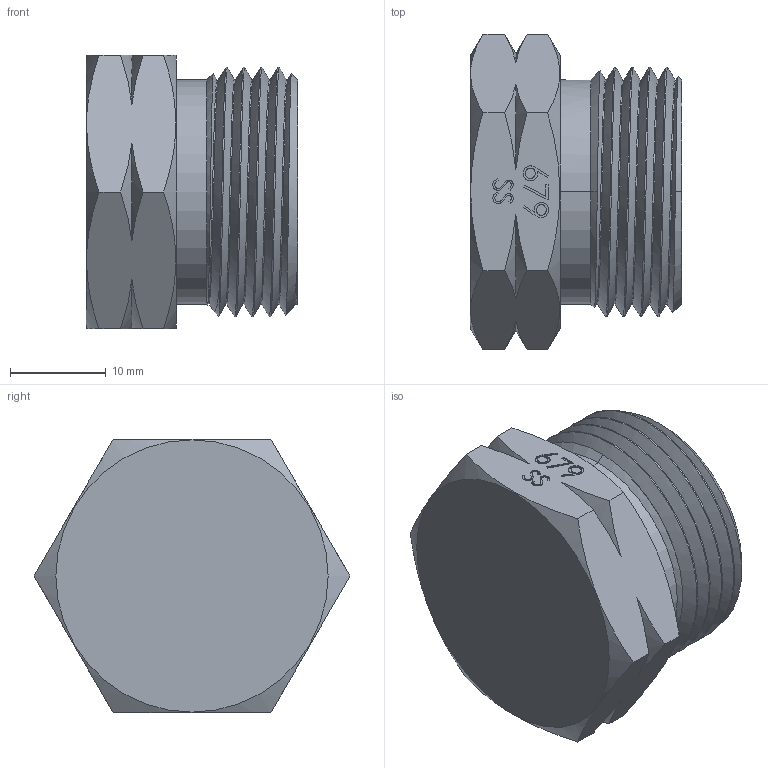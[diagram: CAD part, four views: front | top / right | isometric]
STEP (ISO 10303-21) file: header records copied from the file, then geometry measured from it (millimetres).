
FILE_DESCRIPTION (( 'STEP AP203' ), '1' );
FILE_NAME ('AD-679MSS-BL.STEP', '2025-08-07T17:53:52', ( '' ), ( '' ), 'SwSTEP 2.0', 'SolidWorks 2018', '' );
FILE_SCHEMA (( 'CONFIG_CONTROL_DESIGN' ));
Length unit declared in the file: inch
Products named in the file (1): AD-679MSS-BL
Bounding box: 22.1 x 33 x 28.57 mm (x, y, z)
Volume: 11081 mm3; surface area: 4339.7 mm2
Topology: 1 solids, 1 shells, 124 faces, 333 edges, 219 vertices
Faces by surface type: bspline 51, plane 33, cone 26, cylinder 14
Entity records: 9603 total; most frequent: CARTESIAN_POINT 6889, ORIENTED_EDGE 662, DIRECTION 337, EDGE_CURVE 331, VERTEX_POINT 219, B_SPLINE_CURVE_WITH_KNOTS 170, EDGE_LOOP 134, VECTOR 133
